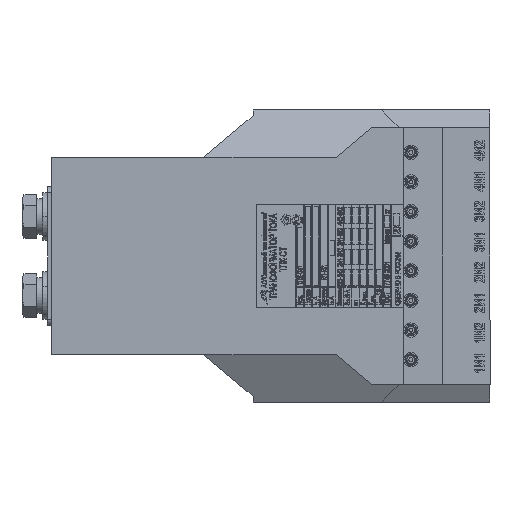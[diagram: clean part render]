
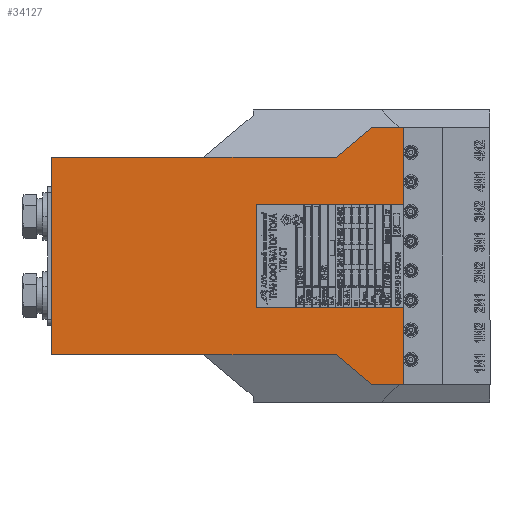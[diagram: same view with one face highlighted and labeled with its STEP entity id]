
A CAD part, left-side view. The second image highlights one B-rep face of the part: STEP entity #34127.
In plain terms, the highlighted planar face has unit normal (-1, 0, 0).
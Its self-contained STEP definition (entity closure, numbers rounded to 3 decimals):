
#1768 = VECTOR ( 'NONE', #128138, 1000. ) ;
#3360 = DIRECTION ( 'NONE',  ( 0., 1., 0. ) ) ;
#4613 = DIRECTION ( 'NONE',  ( 0., 0., -1. ) ) ;
#12157 = DIRECTION ( 'NONE',  ( 0., -1., 0. ) ) ;
#20033 = VERTEX_POINT ( 'NONE', #48743 ) ;
#20486 = EDGE_CURVE ( 'NONE', #114718, #122825, #26263, .T. ) ;
#24123 = EDGE_CURVE ( 'NONE', #140154, #80472, #27583, .T. ) ;
#26263 = LINE ( 'NONE', #33761, #191664 ) ;
#26292 = CARTESIAN_POINT ( 'NONE',  ( -165., 50., 222. ) ) ;
#26717 = VERTEX_POINT ( 'NONE', #106788 ) ;
#27583 = LINE ( 'NONE', #94257, #70185 ) ;
#27943 = EDGE_CURVE ( 'NONE', #124425, #140154, #74487, .T. ) ;
#28822 = DIRECTION ( 'NONE',  ( 0., 0., -1. ) ) ;
#32268 = DIRECTION ( 'NONE',  ( 0., 0.643, -0.766 ) ) ;
#32676 = CARTESIAN_POINT ( 'NONE',  ( -165., -26., 44. ) ) ;
#33761 = CARTESIAN_POINT ( 'NONE',  ( -165., 50., 222. ) ) ;
#34127 = ADVANCED_FACE ( 'NONE', ( #189451 ), #138422, .F. ) ;
#34389 = VECTOR ( 'NONE', #3360, 1000. ) ;
#36885 = VERTEX_POINT ( 'NONE', #110545 ) ;
#38906 = CARTESIAN_POINT ( 'NONE',  ( -165., 26., 44. ) ) ;
#41513 = LINE ( 'NONE', #53420, #206877 ) ;
#41934 = ORIENTED_EDGE ( 'NONE', *, *, #76546, .T. ) ;
#43961 = CARTESIAN_POINT ( 'NONE',  ( -165., -50., 77.876 ) ) ;
#48743 = CARTESIAN_POINT ( 'NONE',  ( -165., -26., 118. ) ) ;
#49368 = AXIS2_PLACEMENT_3D ( 'NONE', #26292, #154494, #58583 ) ;
#50525 = LINE ( 'NONE', #116751, #135704 ) ;
#53420 = CARTESIAN_POINT ( 'NONE',  ( -165., 74., 44. ) ) ;
#54896 = ORIENTED_EDGE ( 'NONE', *, *, #65519, .F. ) ;
#55411 = ORIENTED_EDGE ( 'NONE', *, *, #162511, .F. ) ;
#55561 = EDGE_CURVE ( 'NONE', #84081, #80472, #50525, .T. ) ;
#58583 = DIRECTION ( 'NONE',  ( 0., 0., -1. ) ) ;
#59013 = LINE ( 'NONE', #108671, #101636 ) ;
#59262 = EDGE_CURVE ( 'NONE', #36885, #124425, #121027, .T. ) ;
#61061 = ORIENTED_EDGE ( 'NONE', *, *, #20486, .F. ) ;
#63693 = CARTESIAN_POINT ( 'NONE',  ( -165., -65., 60. ) ) ;
#65519 = EDGE_CURVE ( 'NONE', #26717, #20033, #135240, .T. ) ;
#65914 = DIRECTION ( 'NONE',  ( 0., -1., 0. ) ) ;
#69418 = VECTOR ( 'NONE', #146632, 1000. ) ;
#70185 = VECTOR ( 'NONE', #12157, 1000. ) ;
#74487 = LINE ( 'NONE', #130608, #69418 ) ;
#76546 = EDGE_CURVE ( 'NONE', #114718, #36885, #122609, .T. ) ;
#76886 = ORIENTED_EDGE ( 'NONE', *, *, #55561, .F. ) ;
#78559 = VECTOR ( 'NONE', #32268, 1000. ) ;
#80133 = VECTOR ( 'NONE', #141528, 1000. ) ;
#80472 = VERTEX_POINT ( 'NONE', #38906 ) ;
#81147 = ORIENTED_EDGE ( 'NONE', *, *, #24123, .T. ) ;
#83317 = CARTESIAN_POINT ( 'NONE',  ( -165., 26., 118. ) ) ;
#84081 = VERTEX_POINT ( 'NONE', #189533 ) ;
#88286 = CARTESIAN_POINT ( 'NONE',  ( -165., -50., 77.876 ) ) ;
#93241 = VERTEX_POINT ( 'NONE', #166148 ) ;
#94257 = CARTESIAN_POINT ( 'NONE',  ( -165., 74., 44. ) ) ;
#95402 = VECTOR ( 'NONE', #136620, 1000. ) ;
#96789 = ORIENTED_EDGE ( 'NONE', *, *, #135079, .T. ) ;
#101636 = VECTOR ( 'NONE', #28822, 1000. ) ;
#104526 = EDGE_LOOP ( 'NONE', ( #81147, #76886, #55411, #54896, #104847, #96789, #193507, #162453, #61061, #41934, #139723, #159216 ) ) ;
#104847 = ORIENTED_EDGE ( 'NONE', *, *, #163624, .T. ) ;
#106788 = CARTESIAN_POINT ( 'NONE',  ( -165., -26., 44. ) ) ;
#106843 = EDGE_CURVE ( 'NONE', #93241, #181081, #195518, .T. ) ;
#108671 = CARTESIAN_POINT ( 'NONE',  ( -165., -50., 222. ) ) ;
#110120 = CARTESIAN_POINT ( 'NONE',  ( -165., -65., 44. ) ) ;
#110545 = CARTESIAN_POINT ( 'NONE',  ( -165., 50., 77.876 ) ) ;
#111791 = CARTESIAN_POINT ( 'NONE',  ( -165., 50., 222. ) ) ;
#114718 = VERTEX_POINT ( 'NONE', #111791 ) ;
#116741 = CARTESIAN_POINT ( 'NONE',  ( -165., -50., 222. ) ) ;
#116751 = CARTESIAN_POINT ( 'NONE',  ( -165., 26., 44. ) ) ;
#121027 = LINE ( 'NONE', #159719, #78559 ) ;
#122609 = LINE ( 'NONE', #206667, #80133 ) ;
#122825 = VERTEX_POINT ( 'NONE', #116741 ) ;
#124425 = VERTEX_POINT ( 'NONE', #161226 ) ;
#128138 = DIRECTION ( 'NONE',  ( 0., 0., 1. ) ) ;
#130608 = CARTESIAN_POINT ( 'NONE',  ( -165., 65., 0. ) ) ;
#134660 = DIRECTION ( 'NONE',  ( 0., -1., 0. ) ) ;
#135079 = EDGE_CURVE ( 'NONE', #199462, #93241, #139730, .T. ) ;
#135240 = LINE ( 'NONE', #32676, #155296 ) ;
#135704 = VECTOR ( 'NONE', #4613, 1000. ) ;
#136620 = DIRECTION ( 'NONE',  ( 0., 0.643, 0.766 ) ) ;
#138422 = PLANE ( 'NONE',  #49368 ) ;
#139723 = ORIENTED_EDGE ( 'NONE', *, *, #59262, .T. ) ;
#139730 = LINE ( 'NONE', #63693, #1768 ) ;
#140154 = VERTEX_POINT ( 'NONE', #146085 ) ;
#140784 = EDGE_CURVE ( 'NONE', #122825, #181081, #59013, .T. ) ;
#141528 = DIRECTION ( 'NONE',  ( 0., 0., -1. ) ) ;
#144657 = DIRECTION ( 'NONE',  ( 0., 0., 1. ) ) ;
#146085 = CARTESIAN_POINT ( 'NONE',  ( -165., 65., 44. ) ) ;
#146632 = DIRECTION ( 'NONE',  ( 0., 0., -1. ) ) ;
#154494 = DIRECTION ( 'NONE',  ( 1., 0., 0. ) ) ;
#155296 = VECTOR ( 'NONE', #144657, 1000. ) ;
#159216 = ORIENTED_EDGE ( 'NONE', *, *, #27943, .T. ) ;
#159719 = CARTESIAN_POINT ( 'NONE',  ( -165., 65., 60. ) ) ;
#161226 = CARTESIAN_POINT ( 'NONE',  ( -165., 65., 60. ) ) ;
#162195 = LINE ( 'NONE', #83317, #34389 ) ;
#162453 = ORIENTED_EDGE ( 'NONE', *, *, #140784, .F. ) ;
#162511 = EDGE_CURVE ( 'NONE', #20033, #84081, #162195, .T. ) ;
#163624 = EDGE_CURVE ( 'NONE', #26717, #199462, #41513, .T. ) ;
#166148 = CARTESIAN_POINT ( 'NONE',  ( -165., -65., 60. ) ) ;
#181081 = VERTEX_POINT ( 'NONE', #43961 ) ;
#189451 = FACE_OUTER_BOUND ( 'NONE', #104526, .T. ) ;
#189533 = CARTESIAN_POINT ( 'NONE',  ( -165., 26., 118. ) ) ;
#191664 = VECTOR ( 'NONE', #65914, 1000. ) ;
#193507 = ORIENTED_EDGE ( 'NONE', *, *, #106843, .T. ) ;
#195518 = LINE ( 'NONE', #88286, #95402 ) ;
#199462 = VERTEX_POINT ( 'NONE', #110120 ) ;
#206667 = CARTESIAN_POINT ( 'NONE',  ( -165., 50., 222. ) ) ;
#206877 = VECTOR ( 'NONE', #134660, 1000. ) ;
